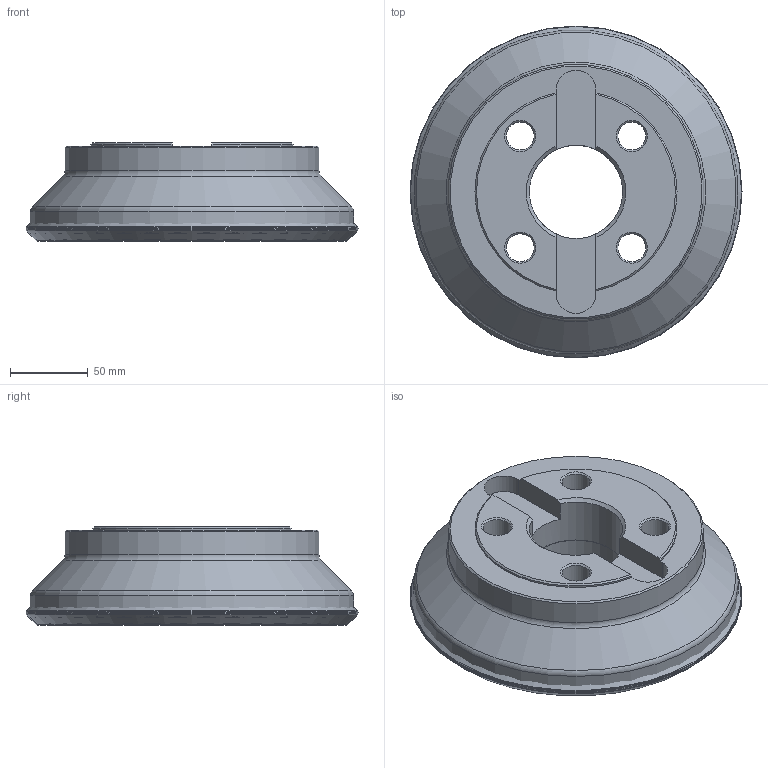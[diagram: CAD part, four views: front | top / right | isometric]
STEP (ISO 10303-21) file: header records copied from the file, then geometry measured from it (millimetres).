
FILE_DESCRIPTION(/* description */ (''),/* implementation_level */ '2;1');
FILE_NAME(/* name */ '200C12R_S45SN12Z_115009286ndi000_00_SIM.stp',/* time_stamp */ '2020-01-17T07:51:40+01:00',/* author */ (''),/* organization */ (''),/* preprocessor_version */ 'ST-DEVELOPER v16.7',/* originating_system */ 'SIEMENS PLM Software NX 12.0',/* authorisation */ '');
FILE_SCHEMA (('AUTOMOTIVE_DESIGN { 1 0 10303 214 3 1 1 1 }'));
Length unit declared in the file: millimetre
Products named in the file (1): wq701B3C9E398klg
Bounding box: 213.57 x 213.57 x 63.05 mm (x, y, z)
Volume: 1221567.2 mm3; surface area: 142752.4 mm2
Topology: 2 solids, 2 shells, 77 faces, 179 edges, 110 vertices
Faces by surface type: cone 19, revolution 18, plane 16, cylinder 16, torus 8
Full cylindrical faces by diameter (mm): 18 x4, 26 x4, 60 x1, 62 x1, 164 x1, 208.6 x1
Entity records: 1977 total; most frequent: CARTESIAN_POINT 418, DIRECTION 322, ORIENTED_EDGE 224, EDGE_LOOP 146, AXIS2_PLACEMENT_3D 140, FACE_BOUND 132, EDGE_CURVE 112, VERTEX_POINT 96
